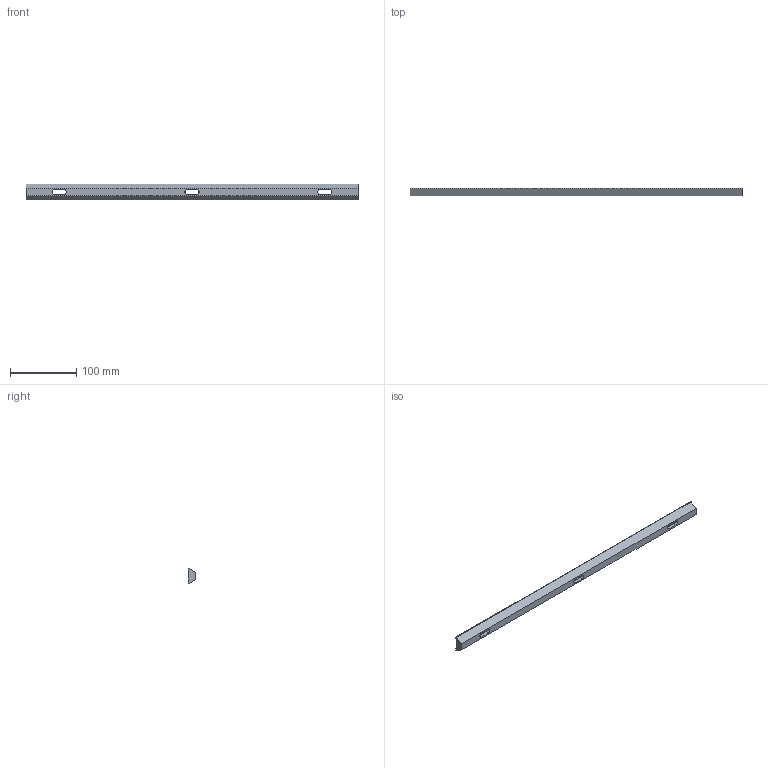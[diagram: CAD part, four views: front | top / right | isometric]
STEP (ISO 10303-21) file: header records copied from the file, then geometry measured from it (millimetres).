
FILE_DESCRIPTION (( 'STEP AP203' ), '1' );
FILE_NAME ('ORE-50.step', '2017-01-11T07:21:46', ( '¦K¬P' ), ( '' ), 'SwSTEP 2.0', 'SolidWorks 2012', '' );
FILE_SCHEMA (( 'CONFIG_CONTROL_DESIGN' ));
Products named in the file (1): ORE-50
Bounding box: 500 x 12 x 24 mm (x, y, z)
Volume: 97538.4 mm3; surface area: 33437.3 mm2
Topology: 1 solids, 1 shells, 3587 faces, 9123 edges, 6082 vertices
Faces by surface type: plane 3036, bspline 539, cylinder 12
Entity records: 135880 total; most frequent: CARTESIAN_POINT 52436, ORIENTED_EDGE 18246, DIRECTION 14247, EDGE_CURVE 9123, LINE 7941, VECTOR 7941, VERTEX_POINT 6082, EDGE_LOOP 4137
